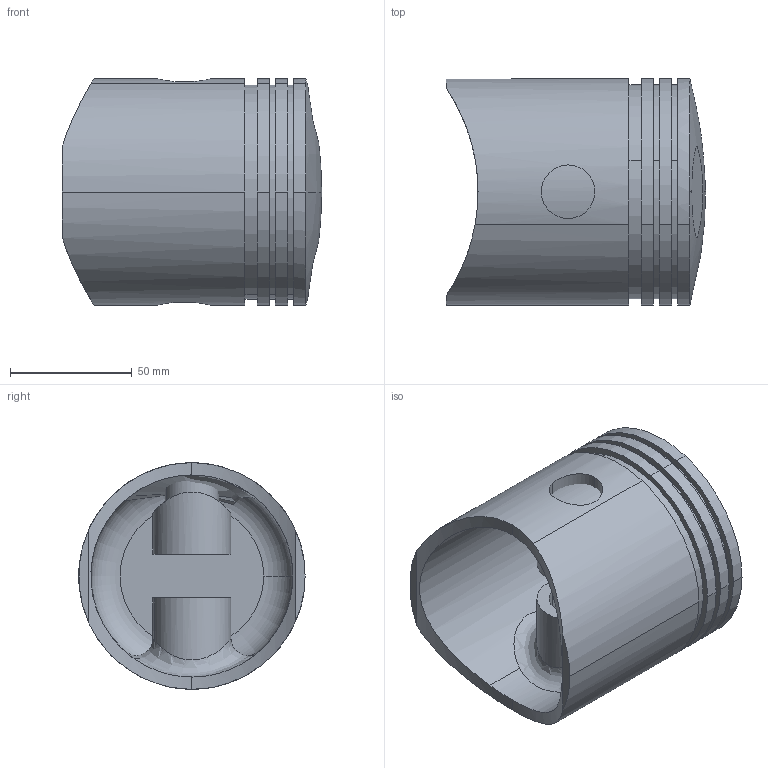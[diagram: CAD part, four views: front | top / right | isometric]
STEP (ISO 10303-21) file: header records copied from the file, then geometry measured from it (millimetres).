
FILE_DESCRIPTION(('produced by SPATIAL CORP'),'2;1');
FILE_NAME('Part62.hh.sat.stp', '2002-04-22T11:48:20+00:00',('SPATIAL CORP'),('SPATIAL CORP'), 'ACIS STEP Husk','http://www.spatial.com','SPATIAL CORP');
FILE_SCHEMA(('CONFIG_CONTROL_DESIGN'));
Length unit declared in the file: millimetre
Products named in the file (1): PRODUCT_ID_1
Bounding box: 106.48 x 92.93 x 93 mm (x, y, z)
Volume: 208890.2 mm3; surface area: 74247.8 mm2
Topology: 1 solids, 1 shells, 59 faces, 150 edges, 98 vertices
Faces by surface type: cylinder 38, plane 13, torus 3, sphere 3, bspline 2
Full cylindrical faces by diameter (mm): 32 x1
Entity records: 4936 total; most frequent: CARTESIAN_POINT 3722, ORIENTED_EDGE 292, DIRECTION 159, EDGE_CURVE 146, VERTEX_POINT 96, EDGE_LOOP 70, FACE_BOUND 70, AXIS2_PLACEMENT_3D 67
